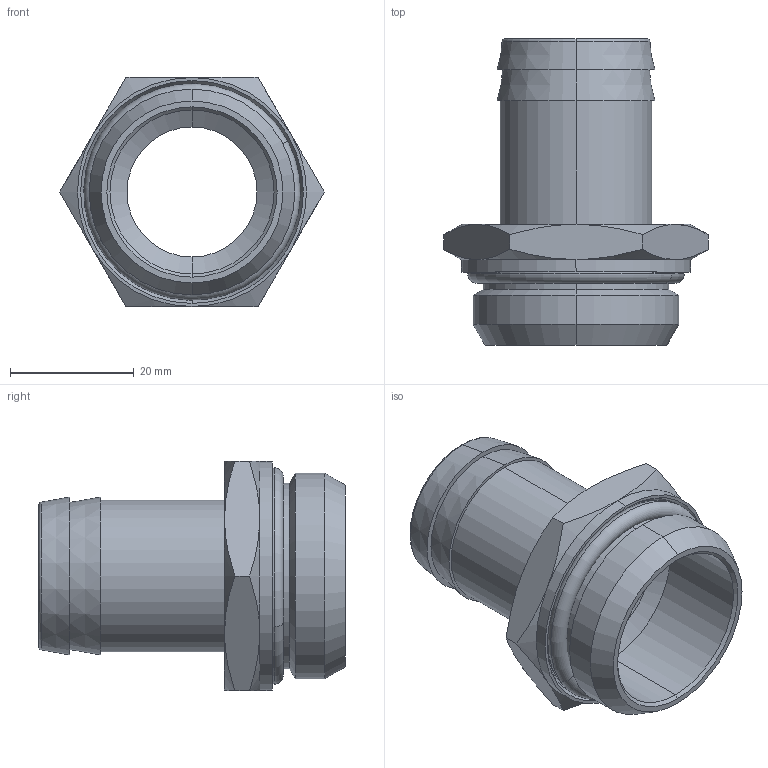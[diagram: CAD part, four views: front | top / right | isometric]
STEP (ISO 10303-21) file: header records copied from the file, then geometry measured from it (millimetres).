
FILE_DESCRIPTION (( 'STEP AP214' ), '1' );
FILE_NAME ('0304400018.STEP', '2015-08-07T12:25:00', ( '' ), ( '' ), 'SwSTEP 2.0', 'SolidWorks 2015', '' );
FILE_SCHEMA (( 'AUTOMOTIVE_DESIGN' ));
Length unit declared in the file: millimetre
Products named in the file (1): 0304400018
Bounding box: 42.72 x 49.5 x 37 mm (x, y, z)
Surface area: 10682.3 mm2 (no closed solid volume)
Topology: 0 solids, 2 shells, 59 faces, 124 edges, 72 vertices
Faces by surface type: cone 26, plane 13, cylinder 12, torus 8
Entity records: 2363 total; most frequent: CARTESIAN_POINT 424, DIRECTION 288, ORIENTED_EDGE 244, AXIS2_PLACEMENT_3D 128, EDGE_CURVE 124, VERTEX_POINT 72, CIRCLE 68, EDGE_LOOP 66
